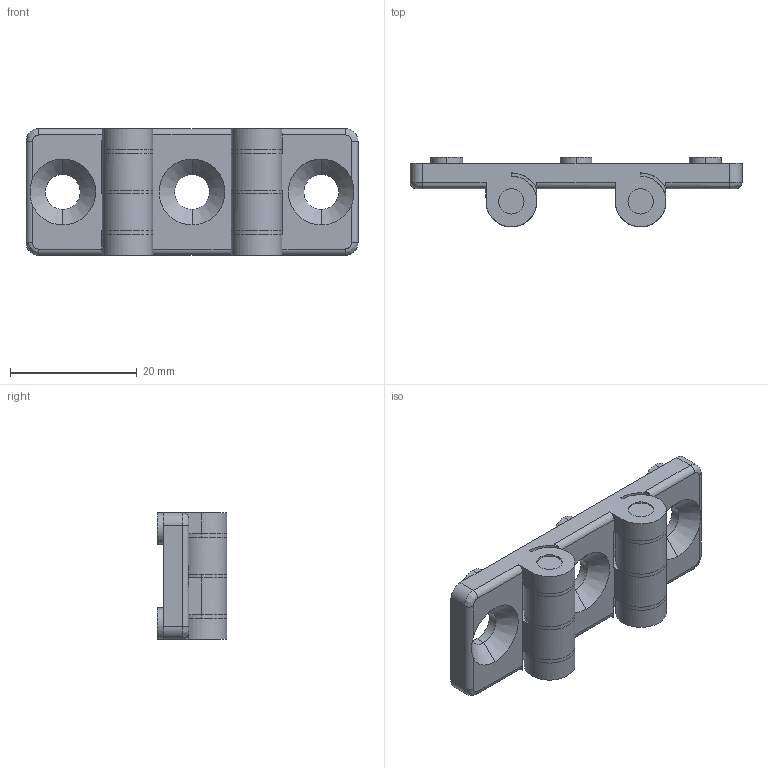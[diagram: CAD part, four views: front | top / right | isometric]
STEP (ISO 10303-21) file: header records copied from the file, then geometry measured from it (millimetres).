
FILE_DESCRIPTION (( 'STEP AP203' ), '1' );
FILE_NAME ('252600014_c_1.STEP', '2023-03-09T14:51:34', ( '' ), ( '' ), 'SwSTEP 2.0', 'SolidWorks 2014', '' );
FILE_SCHEMA (( 'CONFIG_CONTROL_DESIGN' ));
Length unit declared in the file: millimetre
Products named in the file (1): 252600014_c_1
Bounding box: 52.4 x 11 x 20 mm (x, y, z)
Surface area: 3678.7 mm2 (no closed solid volume)
Topology: 0 solids, 4 shells, 127 faces, 332 edges, 206 vertices
Faces by surface type: cylinder 64, plane 53, cone 6, bspline 4
Entity records: 4986 total; most frequent: CARTESIAN_POINT 1891, ORIENTED_EDGE 658, DIRECTION 582, EDGE_CURVE 332, AXIS2_PLACEMENT_3D 209, VERTEX_POINT 206, VECTOR 164, LINE 164
